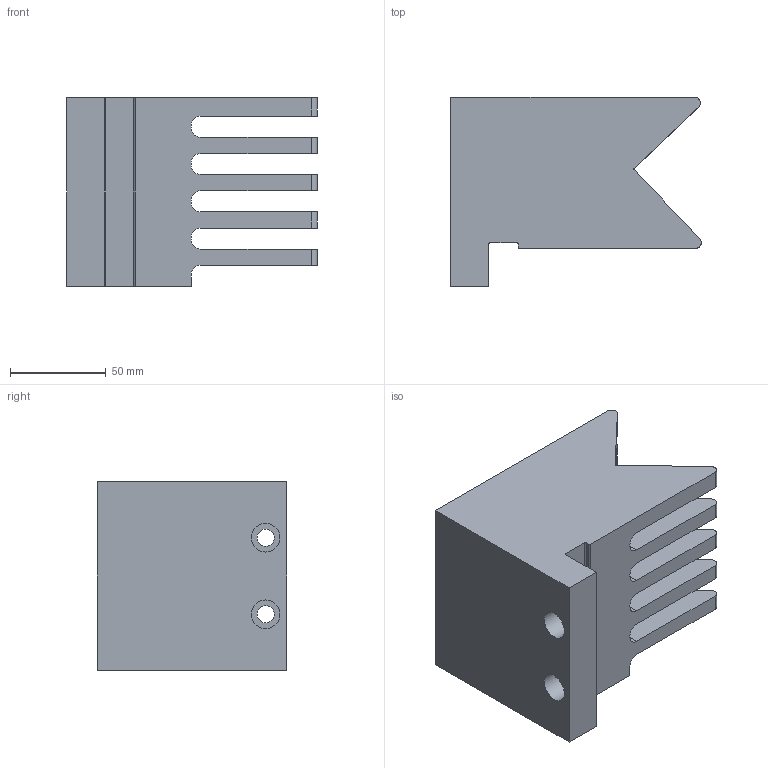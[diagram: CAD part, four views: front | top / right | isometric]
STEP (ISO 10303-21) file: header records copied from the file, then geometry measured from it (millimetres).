
FILE_DESCRIPTION(('HOOPS Exchange Step'),'2;1');
FILE_NAME('export-9D209344-D2C0-4E66-8B35-8BC3D7F7B7F2.stp','2020-12-21T17:05:07+01:00',('User'),('Alibre'),'HOOPS Exchange 2020.1','Alibre','Unknown authorisation');
FILE_SCHEMA( ('AP242_MANAGED_MODEL_BASED_3D_ENGINEERING_MIM_LF {1 0 10303 442 1 1 4 }') );
Length unit declared in the file: millimetre
Products named in the file (1): 5378 Single Jaw, for V-jaws 8-80mmØ, for W1580300200
Bounding box: 131 x 99 x 98.75 mm (x, y, z)
Volume: 712734.7 mm3; surface area: 90321.4 mm2
Topology: 1 solids, 1 shells, 177 faces, 507 edges, 340 vertices
Faces by surface type: extrusion 74, plane 72, cylinder 31
Full cylindrical faces by diameter (mm): 9 x2, 15 x2
Entity records: 5923 total; most frequent: CARTESIAN_POINT 1470, ORIENTED_EDGE 1014, DIRECTION 711, EDGE_CURVE 507, VECTOR 365, VERTEX_POINT 340, LINE 291, B_SPLINE_CURVE_WITH_KNOTS 222
